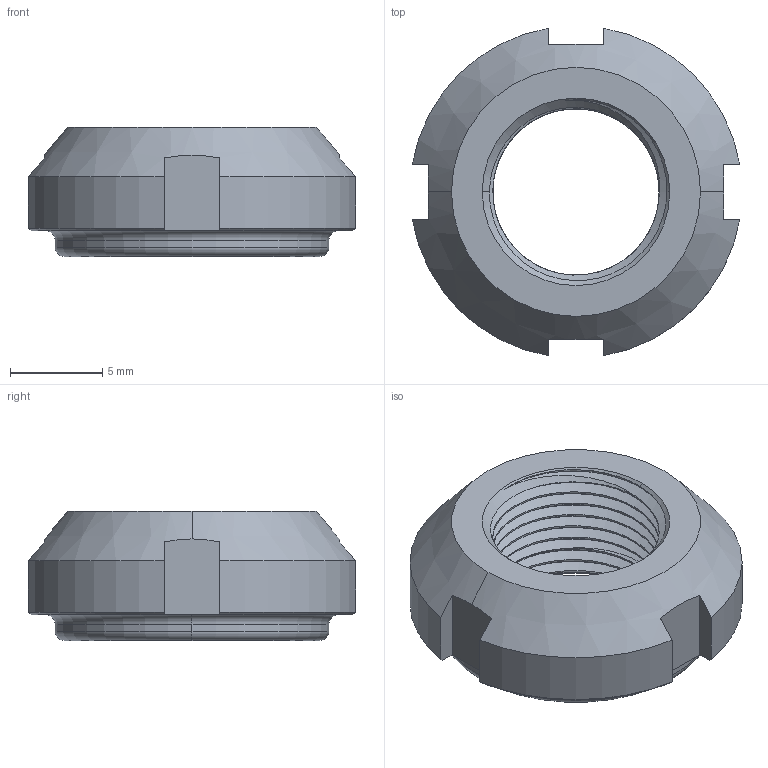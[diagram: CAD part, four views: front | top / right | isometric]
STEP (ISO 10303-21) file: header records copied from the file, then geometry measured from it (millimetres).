
FILE_DESCRIPTION (( 'STEP AP203' ), '1' );
FILE_NAME ('6343K94_Bearing Locknut.STEP', '2023-03-23T15:39:42', ( 'Administrator' ), ( 'Managed by Terraform' ), 'SwSTEP 2.0', 'SolidWorks 2017', '' );
FILE_SCHEMA (( 'CONFIG_CONTROL_DESIGN' ));
Length unit declared in the file: millimetre
Products named in the file (1): 6343K94_Bearing Locknut
Bounding box: 17.75 x 17.75 x 7 mm (x, y, z)
Volume: 968.6 mm3; surface area: 1259.2 mm2
Topology: 2 solids, 2 shells, 69 faces, 185 edges, 122 vertices
Faces by surface type: cylinder 30, plane 18, cone 11, bspline 6, torus 4
Entity records: 5173 total; most frequent: CARTESIAN_POINT 3554, ORIENTED_EDGE 370, DIRECTION 271, EDGE_CURVE 185, VERTEX_POINT 122, AXIS2_PLACEMENT_3D 106, EDGE_LOOP 75, FACE_OUTER_BOUND 69
